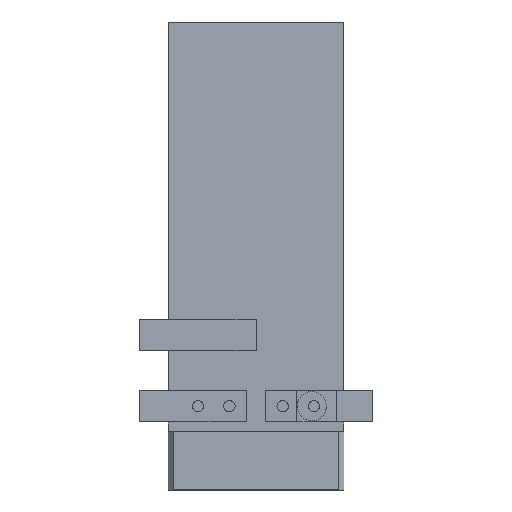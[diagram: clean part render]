
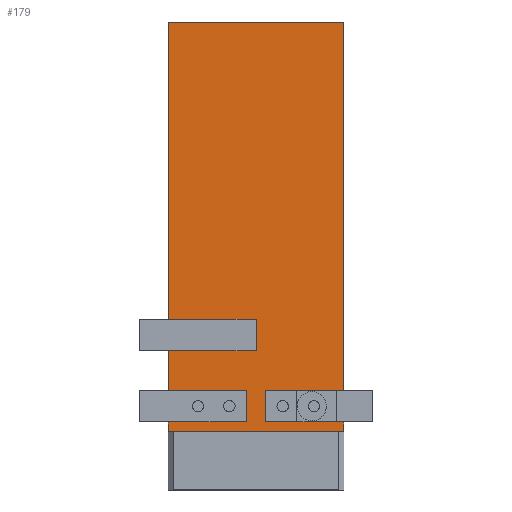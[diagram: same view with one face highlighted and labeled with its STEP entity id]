
A CAD part, top view. The second image highlights one B-rep face of the part: STEP entity #179.
In plain terms, the highlighted planar face has unit normal (0, 0, 1).
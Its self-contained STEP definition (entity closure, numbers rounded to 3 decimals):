
#179=ADVANCED_FACE('',(#304),#2019,.T.);
#304=FACE_OUTER_BOUND('',#429,.T.);
#429=EDGE_LOOP('',(#810,#811,#812,#813,#814,#815,#816,#817,#818,#819,#820,
#821));
#810=ORIENTED_EDGE('',*,*,#1317,.T.);
#811=ORIENTED_EDGE('',*,*,#1315,.F.);
#812=ORIENTED_EDGE('',*,*,#1316,.F.);
#813=ORIENTED_EDGE('',*,*,#1277,.F.);
#814=ORIENTED_EDGE('',*,*,#1280,.T.);
#815=ORIENTED_EDGE('',*,*,#1281,.T.);
#816=ORIENTED_EDGE('',*,*,#1292,.T.);
#817=ORIENTED_EDGE('',*,*,#1291,.T.);
#818=ORIENTED_EDGE('',*,*,#1293,.F.);
#819=ORIENTED_EDGE('',*,*,#1302,.T.);
#820=ORIENTED_EDGE('',*,*,#1282,.F.);
#821=ORIENTED_EDGE('',*,*,#1321,.F.);
#1277=EDGE_CURVE('',#1847,#1870,#1618,.T.);
#1280=EDGE_CURVE('',#1847,#1850,#1621,.T.);
#1281=EDGE_CURVE('',#1850,#1858,#1622,.T.);
#1282=EDGE_CURVE('',#1848,#1851,#1623,.T.);
#1291=EDGE_CURVE('',#1856,#1857,#1632,.T.);
#1292=EDGE_CURVE('',#1858,#1856,#1633,.T.);
#1293=EDGE_CURVE('',#1859,#1857,#1634,.T.);
#1302=EDGE_CURVE('',#1859,#1851,#1643,.T.);
#1315=EDGE_CURVE('',#1874,#1875,#1656,.T.);
#1316=EDGE_CURVE('',#1870,#1874,#1657,.T.);
#1317=EDGE_CURVE('',#1871,#1875,#1658,.T.);
#1321=EDGE_CURVE('',#1871,#1848,#1662,.T.);
#1618=B_SPLINE_CURVE_WITH_KNOTS('',1,(#2949,#2950),.UNSPECIFIED.,.F.,.F.,
(2,2),(0.,39.949),.UNSPECIFIED.);
#1621=B_SPLINE_CURVE_WITH_KNOTS('',1,(#2955,#2956),.UNSPECIFIED.,.F.,.F.,
(2,2),(-30.,-20.),.UNSPECIFIED.);
#1622=B_SPLINE_CURVE_WITH_KNOTS('',1,(#2957,#2958),.UNSPECIFIED.,.F.,.F.,
(2,2),(0.,39.949),.UNSPECIFIED.);
#1623=B_SPLINE_CURVE_WITH_KNOTS('',1,(#2959,#2960),.UNSPECIFIED.,.F.,.F.,
(2,2),(-30.,-20.),.UNSPECIFIED.);
#1632=B_SPLINE_CURVE_WITH_KNOTS('',1,(#2977,#2978),.UNSPECIFIED.,.F.,.F.,
(2,2),(0.,18.389),.UNSPECIFIED.);
#1633=B_SPLINE_CURVE_WITH_KNOTS('',1,(#2979,#2980),.UNSPECIFIED.,.F.,.F.,
(2,2),(20.,22.299),.UNSPECIFIED.);
#1634=B_SPLINE_CURVE_WITH_KNOTS('',1,(#2981,#2982),.UNSPECIFIED.,.F.,.F.,
(2,2),(20.,22.299),.UNSPECIFIED.);
#1643=B_SPLINE_CURVE_WITH_KNOTS('',1,(#2999,#3000),.UNSPECIFIED.,.F.,.F.,
(2,2),(58.338,274.778),.UNSPECIFIED.);
#1656=B_SPLINE_CURVE_WITH_KNOTS('',1,(#3025,#3026),.UNSPECIFIED.,.F.,.F.,
(2,2),(-9.194,9.194),.UNSPECIFIED.);
#1657=B_SPLINE_CURVE_WITH_KNOTS('',1,(#3027,#3028),.UNSPECIFIED.,.F.,.F.,
(2,2),(20.,22.299),.UNSPECIFIED.);
#1658=B_SPLINE_CURVE_WITH_KNOTS('',1,(#3029,#3030),.UNSPECIFIED.,.F.,.F.,
(2,2),(20.,22.299),.UNSPECIFIED.);
#1662=B_SPLINE_CURVE_WITH_KNOTS('',1,(#3037,#3038),.UNSPECIFIED.,.F.,.F.,
(2,2),(58.338,274.778),.UNSPECIFIED.);
#1847=VERTEX_POINT('',#2916);
#1848=VERTEX_POINT('',#2917);
#1850=VERTEX_POINT('',#2919);
#1851=VERTEX_POINT('',#2920);
#1856=VERTEX_POINT('',#2925);
#1857=VERTEX_POINT('',#2926);
#1858=VERTEX_POINT('',#2927);
#1859=VERTEX_POINT('',#2928);
#1870=VERTEX_POINT('',#2939);
#1871=VERTEX_POINT('',#2940);
#1874=VERTEX_POINT('',#2943);
#1875=VERTEX_POINT('',#2944);
#2019=PLANE('',#2143);
#2143=AXIS2_PLACEMENT_3D('',#2903,#2250,$);
#2250=DIRECTION('',(0.,0.,1.));
#2903=CARTESIAN_POINT('',(-46.655,-5.689,10.));
#2916=CARTESIAN_POINT('',(-46.655,-5.689,10.));
#2917=CARTESIAN_POINT('',(-46.655,234.83,10.));
#2919=CARTESIAN_POINT('',(56.655,-5.689,10.));
#2920=CARTESIAN_POINT('',(56.655,234.83,10.));
#2925=CARTESIAN_POINT('',(32.906,0.,10.));
#2926=CARTESIAN_POINT('',(32.906,18.389,10.));
#2927=CARTESIAN_POINT('',(56.655,0.,10.));
#2928=CARTESIAN_POINT('',(56.655,18.389,10.));
#2939=CARTESIAN_POINT('',(-46.655,0.,10.));
#2940=CARTESIAN_POINT('',(-46.655,18.389,10.));
#2943=CARTESIAN_POINT('',(-0.672,0.,10.));
#2944=CARTESIAN_POINT('',(-0.672,18.389,10.));
#2949=CARTESIAN_POINT('',(-46.655,-5.689,10.));
#2950=CARTESIAN_POINT('',(-46.655,0.,10.));
#2955=CARTESIAN_POINT('',(-46.655,-5.689,10.));
#2956=CARTESIAN_POINT('',(56.655,-5.689,10.));
#2957=CARTESIAN_POINT('',(56.655,-5.689,10.));
#2958=CARTESIAN_POINT('',(56.655,0.,10.));
#2959=CARTESIAN_POINT('',(-46.655,234.83,10.));
#2960=CARTESIAN_POINT('',(56.655,234.83,10.));
#2977=CARTESIAN_POINT('',(32.906,0.,10.));
#2978=CARTESIAN_POINT('',(32.906,18.389,10.));
#2979=CARTESIAN_POINT('',(56.655,0.,10.));
#2980=CARTESIAN_POINT('',(32.906,0.,10.));
#2981=CARTESIAN_POINT('',(56.655,18.389,10.));
#2982=CARTESIAN_POINT('',(32.906,18.389,10.));
#2999=CARTESIAN_POINT('',(56.655,18.389,10.));
#3000=CARTESIAN_POINT('',(56.655,234.83,10.));
#3025=CARTESIAN_POINT('',(-0.672,0.,10.));
#3026=CARTESIAN_POINT('',(-0.672,18.389,10.));
#3027=CARTESIAN_POINT('',(-46.655,0.,10.));
#3028=CARTESIAN_POINT('',(-0.672,0.,10.));
#3029=CARTESIAN_POINT('',(-46.655,18.389,10.));
#3030=CARTESIAN_POINT('',(-0.672,18.389,10.));
#3037=CARTESIAN_POINT('',(-46.655,18.389,10.));
#3038=CARTESIAN_POINT('',(-46.655,234.83,10.));
